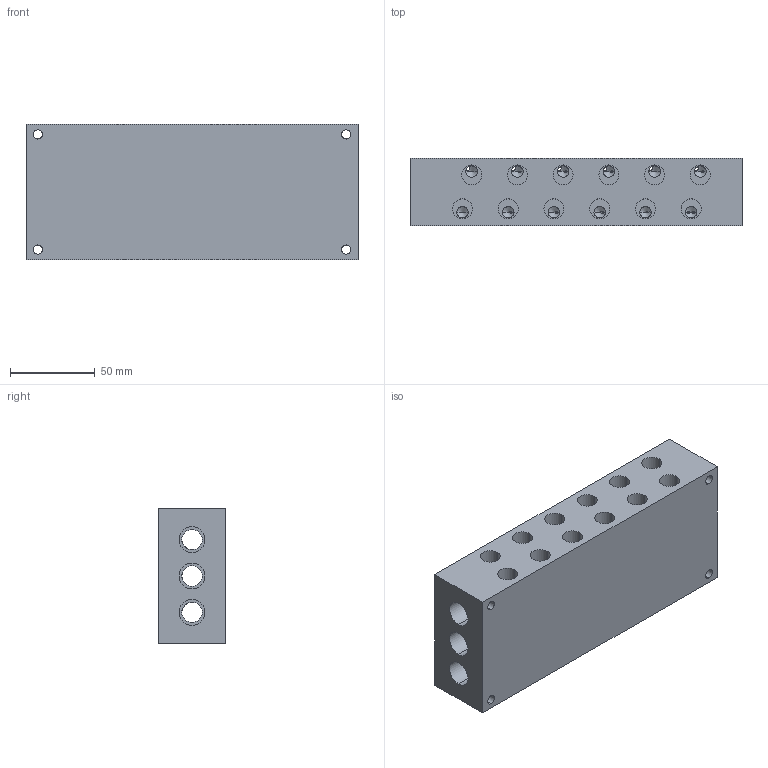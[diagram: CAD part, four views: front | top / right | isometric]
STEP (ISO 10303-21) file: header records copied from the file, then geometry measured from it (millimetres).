
FILE_DESCRIPTION (( 'STEP AP214' ), '1' );
FILE_NAME ('05_066_1.STEP', '2016-02-19T14:55:38', ( '' ), ( '' ), 'SwSTEP 2.0', 'SolidWorks 2016', '' );
FILE_SCHEMA (( 'AUTOMOTIVE_DESIGN' ));
Length unit declared in the file: millimetre
Products named in the file (1): 05_066_1
Bounding box: 196 x 40 x 80 mm (x, y, z)
Volume: 496326.6 mm3; surface area: 110257.8 mm2
Topology: 1 solids, 1 shells, 734 faces, 1956 edges, 1168 vertices
Faces by surface type: cylinder 400, cone 168, plane 166
Entity records: 27644 total; most frequent: CARTESIAN_POINT 8503, DIRECTION 3764, ORIENTED_EDGE 3648, EDGE_CURVE 1824, AXIS2_PLACEMENT_3D 1433, VERTEX_POINT 1168, EDGE_LOOP 944, LINE 898
